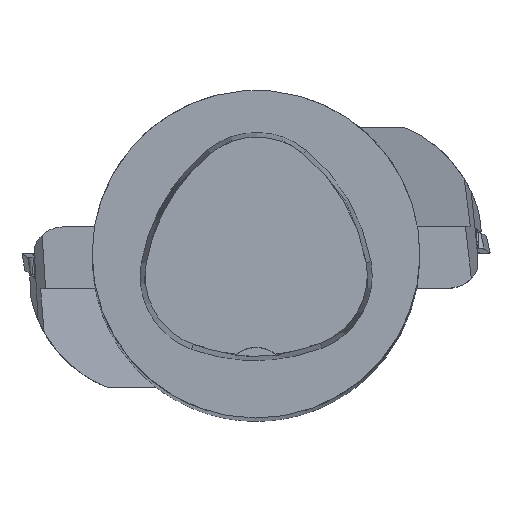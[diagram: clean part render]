
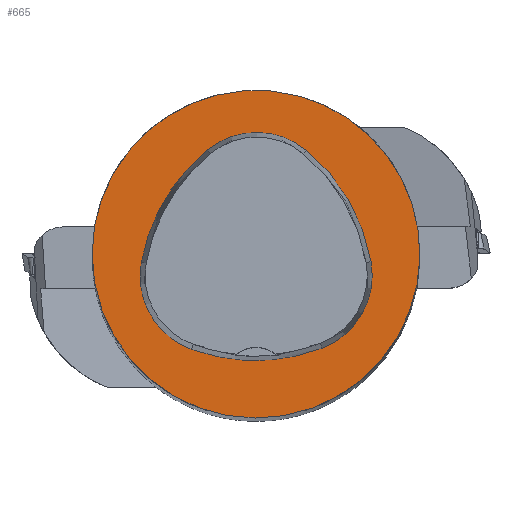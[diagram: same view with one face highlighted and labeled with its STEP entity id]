
A CAD part, top view. The second image highlights one B-rep face of the part: STEP entity #665.
In plain terms, the highlighted planar face has unit normal (0, 0, 1).
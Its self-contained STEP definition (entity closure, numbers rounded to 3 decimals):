
#333=FACE_BOUND('',#1285,.T.);
#334=FACE_BOUND('',#1286,.T.);
#433=CIRCLE('',#4792,31.5);
#434=CIRCLE('',#4798,36.);
#436=CIRCLE('',#4801,15.);
#438=CIRCLE('',#4804,36.);
#440=CIRCLE('',#4807,15.);
#444=CIRCLE('',#4812,36.);
#446=CIRCLE('',#4815,15.);
#665=ADVANCED_FACE('',(#333,#334),#838,.T.);
#838=PLANE('',#4820);
#1285=EDGE_LOOP('',(#2398,#2399,#2400,#2401,#2402,#2403));
#1286=EDGE_LOOP('',(#2404));
#2398=ORIENTED_EDGE('',*,*,#3553,.T.);
#2399=ORIENTED_EDGE('',*,*,#3533,.T.);
#2400=ORIENTED_EDGE('',*,*,#3537,.T.);
#2401=ORIENTED_EDGE('',*,*,#3540,.T.);
#2402=ORIENTED_EDGE('',*,*,#3543,.T.);
#2403=ORIENTED_EDGE('',*,*,#3551,.T.);
#2404=ORIENTED_EDGE('',*,*,#3524,.F.);
#2989=VERTEX_POINT('',#7479);
#2998=VERTEX_POINT('',#7498);
#2999=VERTEX_POINT('',#7499);
#3002=VERTEX_POINT('',#7507);
#3004=VERTEX_POINT('',#7513);
#3006=VERTEX_POINT('',#7519);
#3013=VERTEX_POINT('',#7540);
#3524=EDGE_CURVE('',#2989,#2989,#433,.T.);
#3533=EDGE_CURVE('',#2998,#2999,#434,.T.);
#3537=EDGE_CURVE('',#2999,#3002,#436,.T.);
#3540=EDGE_CURVE('',#3002,#3004,#438,.T.);
#3543=EDGE_CURVE('',#3004,#3006,#440,.T.);
#3551=EDGE_CURVE('',#3006,#3013,#444,.T.);
#3553=EDGE_CURVE('',#3013,#2998,#446,.T.);
#4792=AXIS2_PLACEMENT_3D('',#7478,#5705,#5706);
#4798=AXIS2_PLACEMENT_3D('',#7497,#5721,#5722);
#4801=AXIS2_PLACEMENT_3D('',#7506,#5729,#5730);
#4804=AXIS2_PLACEMENT_3D('',#7512,#5736,#5737);
#4807=AXIS2_PLACEMENT_3D('',#7518,#5743,#5744);
#4812=AXIS2_PLACEMENT_3D('',#7541,#5755,#5756);
#4815=AXIS2_PLACEMENT_3D('',#7544,#5761,#5762);
#4820=AXIS2_PLACEMENT_3D('',#7549,#5771,#5772);
#5705=DIRECTION('',(0.,0.,-1.));
#5706=DIRECTION('',(-1.,0.,0.));
#5721=DIRECTION('',(0.,0.,-1.));
#5722=DIRECTION('',(-1.,0.,0.));
#5729=DIRECTION('',(0.,0.,-1.));
#5730=DIRECTION('',(-1.,0.,0.));
#5736=DIRECTION('',(0.,0.,-1.));
#5737=DIRECTION('',(-1.,0.,0.));
#5743=DIRECTION('',(0.,0.,-1.));
#5744=DIRECTION('',(-1.,0.,0.));
#5755=DIRECTION('',(0.,0.,-1.));
#5756=DIRECTION('',(-1.,0.,0.));
#5761=DIRECTION('',(0.,0.,-1.));
#5762=DIRECTION('',(-1.,0.,0.));
#5771=DIRECTION('',(0.,0.,1.));
#5772=DIRECTION('',(-1.,0.,0.));
#7478=CARTESIAN_POINT('',(0.,0.,0.));
#7479=CARTESIAN_POINT('',(-31.5,0.,0.));
#7497=CARTESIAN_POINT('',(13.398,-7.893,0.));
#7498=CARTESIAN_POINT('',(-22.041,-1.562,0.));
#7499=CARTESIAN_POINT('',(-9.317,20.036,0.));
#7506=CARTESIAN_POINT('',(0.148,8.399,0.));
#7507=CARTESIAN_POINT('',(9.779,19.898,0.));
#7512=CARTESIAN_POINT('',(-13.337,-7.7,0.));
#7513=CARTESIAN_POINT('',(22.122,-1.48,0.));
#7518=CARTESIAN_POINT('',(7.347,-4.071,0.));
#7519=CARTESIAN_POINT('',(12.693,-18.087,0.));
#7540=CARTESIAN_POINT('',(-12.373,-18.307,0.));
#7541=CARTESIAN_POINT('',(-0.137,15.55,0.));
#7544=CARTESIAN_POINT('',(-7.275,-4.2,0.));
#7549=CARTESIAN_POINT('',(0.,0.,0.));
